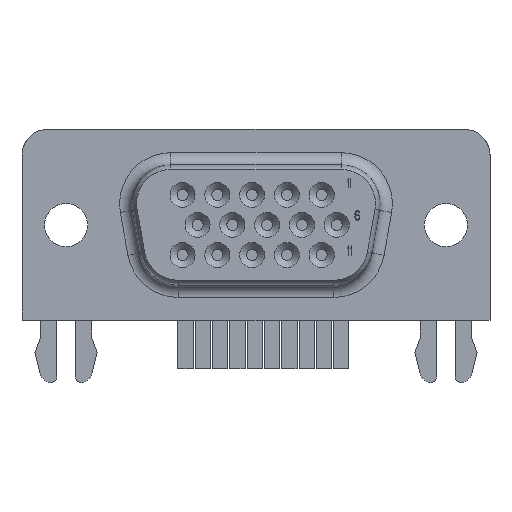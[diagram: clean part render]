
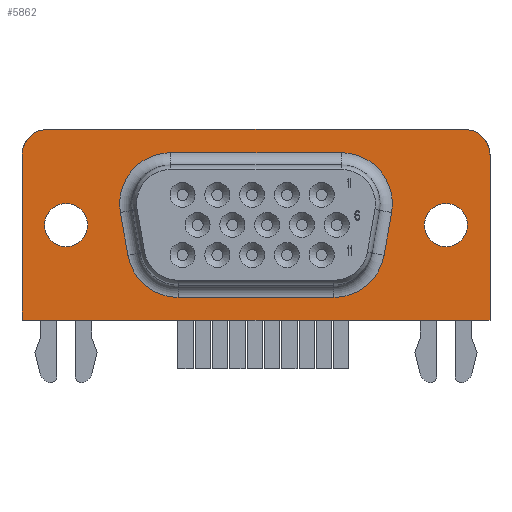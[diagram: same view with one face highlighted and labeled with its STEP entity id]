
A CAD part, top view. The second image highlights one B-rep face of the part: STEP entity #5862.
In plain terms, the highlighted planar face has unit normal (0, 0, 1).
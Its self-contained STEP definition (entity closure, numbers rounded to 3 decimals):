
#111=FACE_BOUND('',#509,.T.);
#112=FACE_BOUND('',#510,.T.);
#113=FACE_BOUND('',#511,.T.);
#160=FACE_OUTER_BOUND('',#508,.T.);
#508=EDGE_LOOP('',(#3988,#3989,#3990,#3991,#3992,#3993));
#509=EDGE_LOOP('',(#3994));
#510=EDGE_LOOP('',(#3995));
#511=EDGE_LOOP('',(#3996,#3997,#3998,#3999,#4000,#4001,#4002,#4003));
#871=CIRCLE('',#6232,3.353);
#874=CIRCLE('',#6237,3.353);
#877=CIRCLE('',#6242,3.353);
#880=CIRCLE('',#6247,3.353);
#881=CIRCLE('',#6249,1.7);
#882=CIRCLE('',#6250,1.7);
#883=CIRCLE('',#6251,1.42);
#884=CIRCLE('',#6252,1.42);
#1064=LINE('',#8579,#1777);
#1065=LINE('',#8587,#1778);
#1066=LINE('',#8595,#1779);
#1067=LINE('',#8603,#1780);
#1068=LINE('',#8612,#1781);
#1069=LINE('',#8616,#1782);
#1070=LINE('',#8618,#1783);
#1071=LINE('',#8619,#1784);
#1777=VECTOR('',#6838,2.864);
#1778=VECTOR('',#6849,11.25);
#1779=VECTOR('',#6860,2.864);
#1780=VECTOR('',#6871,10.256);
#1781=VECTOR('',#6882,27.4);
#1782=VECTOR('',#6885,10.85);
#1783=VECTOR('',#6886,30.8);
#1784=VECTOR('',#6887,10.85);
#2509=VERTEX_POINT('',#8576);
#2510=VERTEX_POINT('',#8578);
#2511=VERTEX_POINT('',#8582);
#2512=VERTEX_POINT('',#8586);
#2513=VERTEX_POINT('',#8590);
#2514=VERTEX_POINT('',#8594);
#2515=VERTEX_POINT('',#8598);
#2516=VERTEX_POINT('',#8602);
#2517=VERTEX_POINT('',#8608);
#2518=VERTEX_POINT('',#8609);
#2519=VERTEX_POINT('',#8611);
#2520=VERTEX_POINT('',#8613);
#2521=VERTEX_POINT('',#8615);
#2522=VERTEX_POINT('',#8617);
#2523=VERTEX_POINT('',#8620);
#2524=VERTEX_POINT('',#8622);
#3079=EDGE_CURVE('',#2510,#2509,#1064,.T.);
#3081=EDGE_CURVE('',#2511,#2510,#871,.T.);
#3083=EDGE_CURVE('',#2512,#2511,#1065,.T.);
#3085=EDGE_CURVE('',#2513,#2512,#874,.T.);
#3087=EDGE_CURVE('',#2514,#2513,#1066,.T.);
#3089=EDGE_CURVE('',#2515,#2514,#877,.T.);
#3091=EDGE_CURVE('',#2516,#2515,#1067,.T.);
#3093=EDGE_CURVE('',#2509,#2516,#880,.T.);
#3094=EDGE_CURVE('',#2517,#2518,#881,.T.);
#3095=EDGE_CURVE('',#2519,#2518,#1068,.T.);
#3096=EDGE_CURVE('',#2519,#2520,#882,.T.);
#3097=EDGE_CURVE('',#2520,#2521,#1069,.T.);
#3098=EDGE_CURVE('',#2521,#2522,#1070,.T.);
#3099=EDGE_CURVE('',#2517,#2522,#1071,.T.);
#3100=EDGE_CURVE('',#2523,#2523,#883,.T.);
#3101=EDGE_CURVE('',#2524,#2524,#884,.T.);
#3988=ORIENTED_EDGE('',*,*,#3094,.T.);
#3989=ORIENTED_EDGE('',*,*,#3095,.F.);
#3990=ORIENTED_EDGE('',*,*,#3096,.T.);
#3991=ORIENTED_EDGE('',*,*,#3097,.T.);
#3992=ORIENTED_EDGE('',*,*,#3098,.T.);
#3993=ORIENTED_EDGE('',*,*,#3099,.F.);
#3994=ORIENTED_EDGE('',*,*,#3100,.F.);
#3995=ORIENTED_EDGE('',*,*,#3101,.F.);
#3996=ORIENTED_EDGE('',*,*,#3083,.T.);
#3997=ORIENTED_EDGE('',*,*,#3081,.T.);
#3998=ORIENTED_EDGE('',*,*,#3079,.T.);
#3999=ORIENTED_EDGE('',*,*,#3093,.T.);
#4000=ORIENTED_EDGE('',*,*,#3091,.T.);
#4001=ORIENTED_EDGE('',*,*,#3089,.T.);
#4002=ORIENTED_EDGE('',*,*,#3087,.T.);
#4003=ORIENTED_EDGE('',*,*,#3085,.T.);
#5486=PLANE('',#6248);
#5862=ADVANCED_FACE('',(#160,#111,#112,#113),#5486,.T.);
#6232=AXIS2_PLACEMENT_3D('',#8583,#6843,#6844);
#6237=AXIS2_PLACEMENT_3D('',#8591,#6854,#6855);
#6242=AXIS2_PLACEMENT_3D('',#8599,#6865,#6866);
#6247=AXIS2_PLACEMENT_3D('',#8606,#6876,#6877);
#6248=AXIS2_PLACEMENT_3D('',#8607,#6878,#6879);
#6249=AXIS2_PLACEMENT_3D('',#8610,#6880,#6881);
#6250=AXIS2_PLACEMENT_3D('',#8614,#6883,#6884);
#6251=AXIS2_PLACEMENT_3D('',#8621,#6888,#6889);
#6252=AXIS2_PLACEMENT_3D('',#8623,#6890,#6891);
#6838=DIRECTION('',(-0.174,-0.985,0.));
#6843=DIRECTION('center_axis',(0.,0.,-1.));
#6844=DIRECTION('ref_axis',(0.,1.,0.));
#6849=DIRECTION('',(1.,0.,0.));
#6854=DIRECTION('center_axis',(0.,0.,-1.));
#6855=DIRECTION('ref_axis',(-0.985,-0.174,0.));
#6860=DIRECTION('',(-0.174,0.985,0.));
#6865=DIRECTION('center_axis',(0.,0.,-1.));
#6866=DIRECTION('ref_axis',(0.,-1.,0.));
#6871=DIRECTION('',(-1.,0.,0.));
#6876=DIRECTION('center_axis',(0.,0.,-1.));
#6877=DIRECTION('ref_axis',(0.985,-0.174,0.));
#6878=DIRECTION('center_axis',(0.,0.,1.));
#6879=DIRECTION('ref_axis',(0.,-1.,0.));
#6880=DIRECTION('center_axis',(0.,0.,1.));
#6881=DIRECTION('ref_axis',(1.,0.,0.));
#6882=DIRECTION('',(1.,0.,0.));
#6883=DIRECTION('center_axis',(0.,0.,1.));
#6884=DIRECTION('ref_axis',(0.,1.,0.));
#6885=DIRECTION('',(0.,-1.,0.));
#6886=DIRECTION('',(1.,0.,0.));
#6887=DIRECTION('',(0.,-1.,0.));
#6888=DIRECTION('center_axis',(0.,0.,1.));
#6889=DIRECTION('ref_axis',(1.,0.,0.));
#6890=DIRECTION('center_axis',(0.,0.,1.));
#6891=DIRECTION('ref_axis',(1.,0.,0.));
#8576=CARTESIAN_POINT('',(8.43,-1.992,-6.));
#8578=CARTESIAN_POINT('',(8.927,0.828,-6.));
#8579=CARTESIAN_POINT('',(8.927,0.828,-6.));
#8582=CARTESIAN_POINT('',(5.625,4.763,-6.));
#8583=CARTESIAN_POINT('Origin',(5.625,1.41,-6.));
#8586=CARTESIAN_POINT('',(-5.625,4.763,-6.));
#8587=CARTESIAN_POINT('',(-5.625,4.763,-6.));
#8590=CARTESIAN_POINT('',(-8.927,0.828,-6.));
#8591=CARTESIAN_POINT('Origin',(-5.625,1.41,-6.));
#8594=CARTESIAN_POINT('',(-8.43,-1.992,-6.));
#8595=CARTESIAN_POINT('',(-8.43,-1.992,-6.));
#8598=CARTESIAN_POINT('',(-5.128,-4.763,-6.));
#8599=CARTESIAN_POINT('Origin',(-5.128,-1.41,-6.));
#8602=CARTESIAN_POINT('',(5.128,-4.763,-6.));
#8603=CARTESIAN_POINT('',(5.128,-4.763,-6.));
#8606=CARTESIAN_POINT('Origin',(5.128,-1.41,-6.));
#8607=CARTESIAN_POINT('Origin',(-15.4,6.3,-6.));
#8608=CARTESIAN_POINT('',(15.4,4.6,-6.));
#8609=CARTESIAN_POINT('',(13.7,6.3,-6.));
#8610=CARTESIAN_POINT('Origin',(13.7,4.6,-6.));
#8611=CARTESIAN_POINT('',(-13.7,6.3,-6.));
#8612=CARTESIAN_POINT('',(-13.7,6.3,-6.));
#8613=CARTESIAN_POINT('',(-15.4,4.6,-6.));
#8614=CARTESIAN_POINT('Origin',(-13.7,4.6,-6.));
#8615=CARTESIAN_POINT('',(-15.4,-6.25,-6.));
#8616=CARTESIAN_POINT('',(-15.4,4.6,-6.));
#8617=CARTESIAN_POINT('',(15.4,-6.25,-6.));
#8618=CARTESIAN_POINT('',(-15.4,-6.25,-6.));
#8619=CARTESIAN_POINT('',(15.4,4.6,-6.));
#8620=CARTESIAN_POINT('',(11.08,0.,-6.));
#8621=CARTESIAN_POINT('Origin',(12.5,0.,-6.));
#8622=CARTESIAN_POINT('',(-13.92,0.,-6.));
#8623=CARTESIAN_POINT('Origin',(-12.5,0.,-6.));
